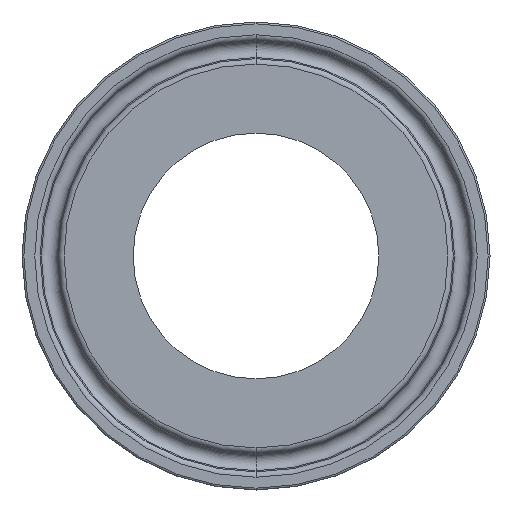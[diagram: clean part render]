
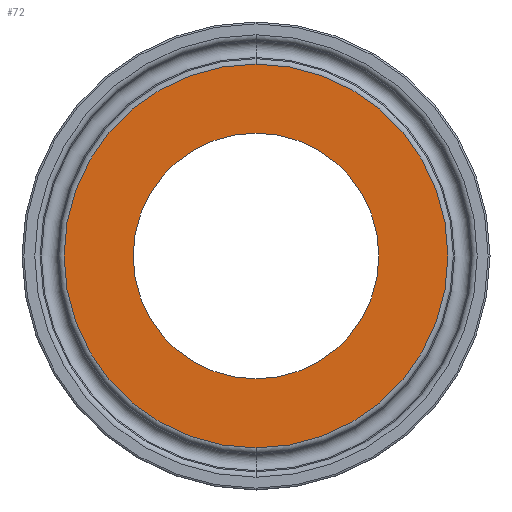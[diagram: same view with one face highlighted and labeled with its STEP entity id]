
A CAD part, front view. The second image highlights one B-rep face of the part: STEP entity #72.
In plain terms, the highlighted planar face has unit normal (0, -1, 0).
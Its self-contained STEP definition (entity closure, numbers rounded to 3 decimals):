
#5 = DIRECTION ( 'NONE',  ( 0., 0., 1. ) ) ;
#72 = ADVANCED_FACE ( 'NONE', ( #526, #1014 ), #292, .F. ) ;
#87 = AXIS2_PLACEMENT_3D ( 'NONE', #1636, #361, #1264 ) ;
#110 = CIRCLE ( 'NONE', #87, 26.247 ) ;
#120 = ORIENTED_EDGE ( 'NONE', *, *, #484, .T. ) ;
#133 = AXIS2_PLACEMENT_3D ( 'NONE', #1238, #630, #739 ) ;
#170 = VERTEX_POINT ( 'NONE', #890 ) ;
#188 = VERTEX_POINT ( 'NONE', #657 ) ;
#214 = EDGE_CURVE ( 'NONE', #305, #188, #515, .T. ) ;
#239 = CIRCLE ( 'NONE', #133, 16.8 ) ;
#244 = ORIENTED_EDGE ( 'NONE', *, *, #450, .T. ) ;
#292 = PLANE ( 'NONE',  #466 ) ;
#300 = CIRCLE ( 'NONE', #650, 26.247 ) ;
#305 = VERTEX_POINT ( 'NONE', #1183 ) ;
#322 = ORIENTED_EDGE ( 'NONE', *, *, #723, .T. ) ;
#361 = DIRECTION ( 'NONE',  ( 0., -1., 0. ) ) ;
#429 = EDGE_LOOP ( 'NONE', ( #244, #1218 ) ) ;
#450 = EDGE_CURVE ( 'NONE', #188, #305, #239, .T. ) ;
#466 = AXIS2_PLACEMENT_3D ( 'NONE', #1559, #1021, #5 ) ;
#484 = EDGE_CURVE ( 'NONE', #170, #829, #110, .T. ) ;
#515 = CIRCLE ( 'NONE', #645, 16.8 ) ;
#526 = FACE_OUTER_BOUND ( 'NONE', #1563, .T. ) ;
#630 = DIRECTION ( 'NONE',  ( 0., 1., 0. ) ) ;
#645 = AXIS2_PLACEMENT_3D ( 'NONE', #1414, #909, #1293 ) ;
#650 = AXIS2_PLACEMENT_3D ( 'NONE', #766, #1268, #1250 ) ;
#657 = CARTESIAN_POINT ( 'NONE',  ( 0., 0., -16.8 ) ) ;
#723 = EDGE_CURVE ( 'NONE', #829, #170, #300, .T. ) ;
#739 = DIRECTION ( 'NONE',  ( 0., 0., 1. ) ) ;
#766 = CARTESIAN_POINT ( 'NONE',  ( 0., 0., 0. ) ) ;
#829 = VERTEX_POINT ( 'NONE', #1564 ) ;
#890 = CARTESIAN_POINT ( 'NONE',  ( 0., 0., -26.247 ) ) ;
#909 = DIRECTION ( 'NONE',  ( 0., 1., 0. ) ) ;
#1014 = FACE_BOUND ( 'NONE', #429, .T. ) ;
#1021 = DIRECTION ( 'NONE',  ( 0., 1., 0. ) ) ;
#1183 = CARTESIAN_POINT ( 'NONE',  ( 0., 0., 16.8 ) ) ;
#1218 = ORIENTED_EDGE ( 'NONE', *, *, #214, .T. ) ;
#1238 = CARTESIAN_POINT ( 'NONE',  ( 0., 0., 0. ) ) ;
#1250 = DIRECTION ( 'NONE',  ( 0., 0., 1. ) ) ;
#1264 = DIRECTION ( 'NONE',  ( 0., 0., 1. ) ) ;
#1268 = DIRECTION ( 'NONE',  ( 0., -1., 0. ) ) ;
#1293 = DIRECTION ( 'NONE',  ( 0., 0., 1. ) ) ;
#1414 = CARTESIAN_POINT ( 'NONE',  ( 0., 0., 0. ) ) ;
#1559 = CARTESIAN_POINT ( 'NONE',  ( 16.8, 0., 0. ) ) ;
#1563 = EDGE_LOOP ( 'NONE', ( #322, #120 ) ) ;
#1564 = CARTESIAN_POINT ( 'NONE',  ( 0., 0., 26.247 ) ) ;
#1636 = CARTESIAN_POINT ( 'NONE',  ( 0., 0., 0. ) ) ;
